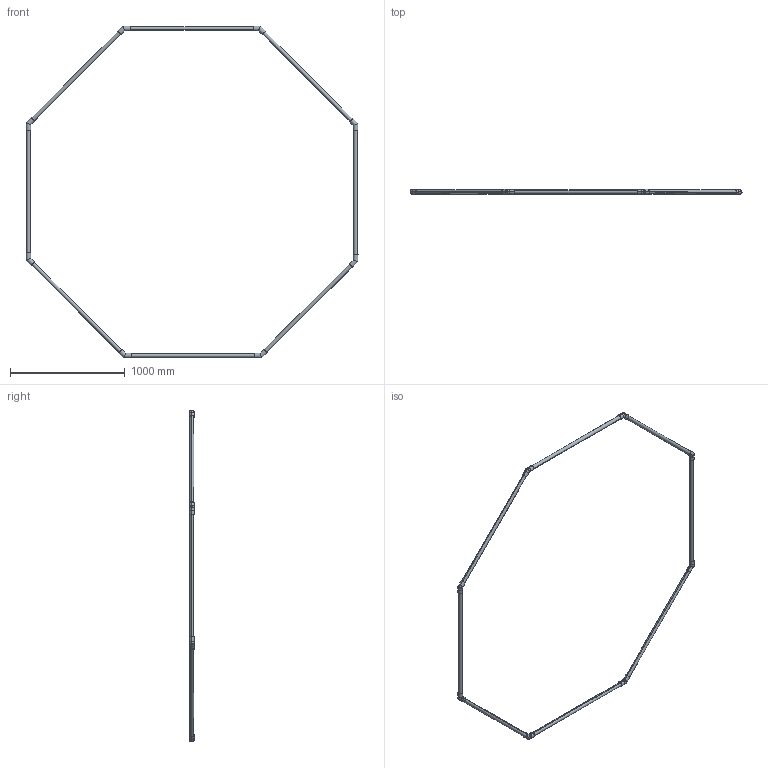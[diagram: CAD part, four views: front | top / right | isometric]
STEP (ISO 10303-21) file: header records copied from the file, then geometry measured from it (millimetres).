
FILE_DESCRIPTION (( 'STEP AP214' ), '1' );
FILE_NAME ('Octogon.STEP', '2019-07-23T03:56:54', ( '' ), ( '' ), 'SwSTEP 2.0', 'SolidWorks 2018', '' );
FILE_SCHEMA (( 'AUTOMOTIVE_DESIGN' ));
Length unit declared in the file: inch
Products named in the file (3): PVC 45 DEG ELBOW; PVC_1_Longer; Octogon
Assembly tree (16 placements, depth 2):
  Octogon
    PVC 45 DEG ELBOW  x8
    PVC_1_Longer  x8
Bounding box: 2887.15 x 45.26 x 2886.58 mm (x, y, z)
Volume: 3432175.5 mm3; surface area: 1943663.6 mm2
Topology: 16 solids, 16 shells, 128 faces, 256 edges, 160 vertices
Faces by surface type: cylinder 96, plane 32
Entity records: 664 total; most frequent: DIRECTION 114, CARTESIAN_POINT 99, ORIENTED_EDGE 64, AXIS2_PLACEMENT_3D 51, EDGE_CURVE 32, VERTEX_POINT 20, EDGE_LOOP 20, PRODUCT_DEFINITION_SHAPE 19
